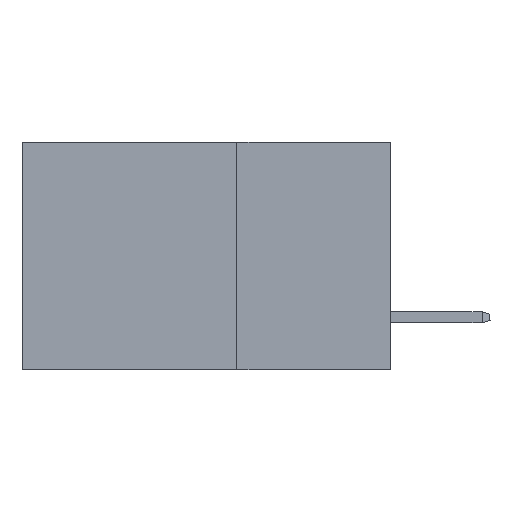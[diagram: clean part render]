
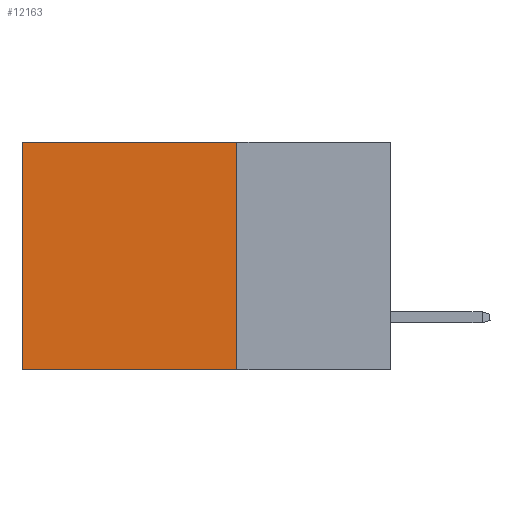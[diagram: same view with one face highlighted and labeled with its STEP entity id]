
A CAD part, left-side view. The second image highlights one B-rep face of the part: STEP entity #12163.
In plain terms, the highlighted planar face has unit normal (-1, 0, 0).
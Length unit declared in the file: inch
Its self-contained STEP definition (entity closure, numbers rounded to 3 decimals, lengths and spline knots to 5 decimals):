
#317 = DIRECTION ( 'NONE',  ( 0., 0., -1. ) ) ;
#638 = VERTEX_POINT ( 'NONE', #7517 ) ;
#673 = VECTOR ( 'NONE', #7997, 39.37008 ) ;
#917 = CARTESIAN_POINT ( 'NONE',  ( 0.2875, 0.25, -0.37 ) ) ;
#1098 = ORIENTED_EDGE ( 'NONE', *, *, #8354, .F. ) ;
#1148 = DIRECTION ( 'NONE',  ( 0., 0., -1. ) ) ;
#1560 = CARTESIAN_POINT ( 'NONE',  ( 0.2875, 0.6, 0. ) ) ;
#1932 = EDGE_CURVE ( 'NONE', #7584, #8024, #2727, .T. ) ;
#2073 = LINE ( 'NONE', #9708, #9825 ) ;
#2564 = EDGE_CURVE ( 'NONE', #638, #12942, #2073, .T. ) ;
#2727 = LINE ( 'NONE', #917, #673 ) ;
#2872 = CARTESIAN_POINT ( 'NONE',  ( 0.2875, 0.25, -0.37 ) ) ;
#2884 = VECTOR ( 'NONE', #9521, 39.37008 ) ;
#3285 = PLANE ( 'NONE',  #3332 ) ;
#3332 = AXIS2_PLACEMENT_3D ( 'NONE', #10350, #12376, #317 ) ;
#4880 = ORIENTED_EDGE ( 'NONE', *, *, #2564, .T. ) ;
#6138 = EDGE_LOOP ( 'NONE', ( #9008, #10696, #1098, #4880 ) ) ;
#7517 = CARTESIAN_POINT ( 'NONE',  ( 0.2875, 0.25, 0. ) ) ;
#7584 = VERTEX_POINT ( 'NONE', #2872 ) ;
#7997 = DIRECTION ( 'NONE',  ( 0., 1., 0. ) ) ;
#8024 = VERTEX_POINT ( 'NONE', #12538 ) ;
#8354 = EDGE_CURVE ( 'NONE', #638, #7584, #12725, .T. ) ;
#9008 = ORIENTED_EDGE ( 'NONE', *, *, #10223, .T. ) ;
#9521 = DIRECTION ( 'NONE',  ( 0., 0., -1. ) ) ;
#9685 = LINE ( 'NONE', #1560, #2884 ) ;
#9708 = CARTESIAN_POINT ( 'NONE',  ( 0.2875, 0.25, 0. ) ) ;
#9825 = VECTOR ( 'NONE', #11596, 39.37008 ) ;
#10223 = EDGE_CURVE ( 'NONE', #12942, #8024, #9685, .T. ) ;
#10350 = CARTESIAN_POINT ( 'NONE',  ( 0.2875, 0.25, 0. ) ) ;
#10696 = ORIENTED_EDGE ( 'NONE', *, *, #1932, .F. ) ;
#11267 = CARTESIAN_POINT ( 'NONE',  ( 0.2875, 0.6, 0. ) ) ;
#11596 = DIRECTION ( 'NONE',  ( 0., 1., 0. ) ) ;
#12163 = ADVANCED_FACE ( 'NONE', ( #12800 ), #3285, .F. ) ;
#12201 = CARTESIAN_POINT ( 'NONE',  ( 0.2875, 0.25, 0. ) ) ;
#12376 = DIRECTION ( 'NONE',  ( 1., 0., 0. ) ) ;
#12538 = CARTESIAN_POINT ( 'NONE',  ( 0.2875, 0.6, -0.37 ) ) ;
#12725 = LINE ( 'NONE', #12201, #12885 ) ;
#12800 = FACE_OUTER_BOUND ( 'NONE', #6138, .T. ) ;
#12885 = VECTOR ( 'NONE', #1148, 39.37008 ) ;
#12942 = VERTEX_POINT ( 'NONE', #11267 ) ;
